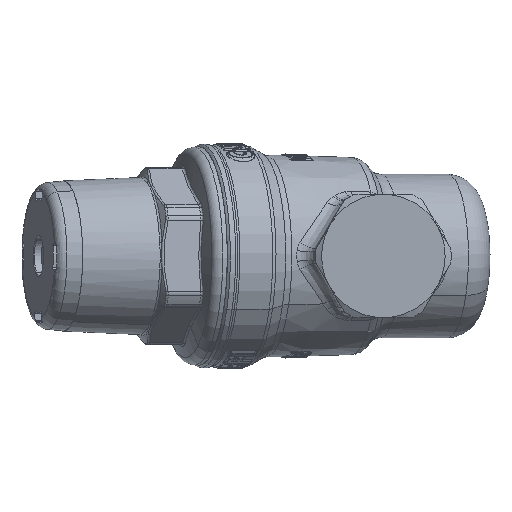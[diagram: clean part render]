
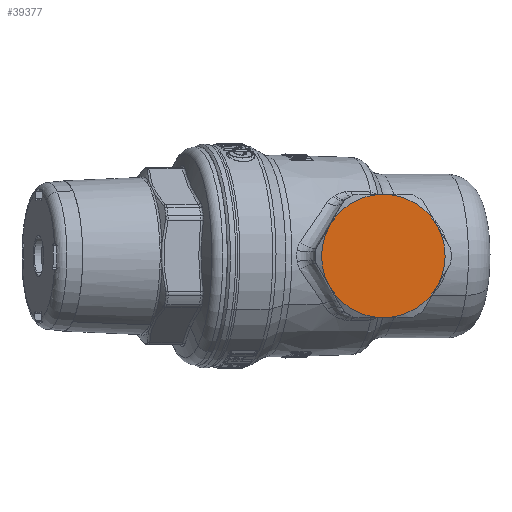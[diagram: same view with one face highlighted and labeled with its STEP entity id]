
A CAD part, left-side view. The second image highlights one B-rep face of the part: STEP entity #39377.
In plain terms, the highlighted planar face has unit normal (-1, 0, 0).
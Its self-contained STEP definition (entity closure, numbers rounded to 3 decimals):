
#31127=CARTESIAN_POINT('Vertex',(-32.973,8.993,-6.517)) ;
#31131=CARTESIAN_POINT('Control Point',(-32.973,8.993,-6.517)) ;
#31132=CARTESIAN_POINT('Control Point',(-32.973,9.048,-6.422)) ;
#31133=CARTESIAN_POINT('Control Point',(-32.973,9.102,-6.327)) ;
#31134=CARTESIAN_POINT('Control Point',(-32.973,9.157,-6.232)) ;
#31135=CARTESIAN_POINT('Vertex',(-32.973,9.157,-6.232)) ;
#31165=CARTESIAN_POINT('Axis2P3D Location',(-32.973,-1.966,0.)) ;
#31169=CARTESIAN_POINT('Vertex',(-32.973,-1.802,-12.749)) ;
#31209=CARTESIAN_POINT('Vertex',(-32.973,9.223,-6.113)) ;
#31212=CARTESIAN_POINT('Axis2P3D Location',(-32.973,-1.966,0.)) ;
#31216=CARTESIAN_POINT('Vertex',(-32.973,9.157,6.232)) ;
#35237=CARTESIAN_POINT('Axis2P3D Location',(-32.973,-1.966,0.)) ;
#35241=CARTESIAN_POINT('Vertex',(-32.973,-1.802,12.749)) ;
#35243=CARTESIAN_POINT('Vertex',(-32.973,8.993,6.517)) ;
#35307=CARTESIAN_POINT('Control Point',(-32.973,8.993,6.517)) ;
#35308=CARTESIAN_POINT('Control Point',(-32.973,9.048,6.422)) ;
#35309=CARTESIAN_POINT('Control Point',(-32.973,9.102,6.327)) ;
#35310=CARTESIAN_POINT('Control Point',(-32.973,9.157,6.232)) ;
#39285=CARTESIAN_POINT('Axis2P3D Location',(-32.973,10.784,0.)) ;
#39290=CARTESIAN_POINT('Axis2P3D Location',(-32.973,-1.966,0.)) ;
#39294=CARTESIAN_POINT('Vertex',(-32.973,-12.925,6.517)) ;
#39296=CARTESIAN_POINT('Vertex',(-32.973,-2.13,12.749)) ;
#39300=CARTESIAN_POINT('Control Point',(-32.973,-2.13,12.749)) ;
#39301=CARTESIAN_POINT('Control Point',(-32.973,-2.065,12.749)) ;
#39302=CARTESIAN_POINT('Control Point',(-32.973,-1.999,12.749)) ;
#39303=CARTESIAN_POINT('Control Point',(-32.973,-1.933,12.749)) ;
#39304=CARTESIAN_POINT('Control Point',(-32.973,-1.867,12.749)) ;
#39305=CARTESIAN_POINT('Control Point',(-32.973,-1.802,12.749)) ;
#39307=CARTESIAN_POINT('Axis2P3D Location',(-32.973,-1.966,0.)) ;
#39313=CARTESIAN_POINT('Control Point',(-32.973,-2.13,-12.749)) ;
#39314=CARTESIAN_POINT('Control Point',(-32.973,-2.065,-12.749)) ;
#39315=CARTESIAN_POINT('Control Point',(-32.973,-1.999,-12.749)) ;
#39316=CARTESIAN_POINT('Control Point',(-32.973,-1.933,-12.749)) ;
#39317=CARTESIAN_POINT('Control Point',(-32.973,-1.867,-12.749)) ;
#39318=CARTESIAN_POINT('Control Point',(-32.973,-1.802,-12.749)) ;
#39319=CARTESIAN_POINT('Vertex',(-32.973,-2.13,-12.749)) ;
#39322=CARTESIAN_POINT('Axis2P3D Location',(-32.973,-1.966,0.)) ;
#39326=CARTESIAN_POINT('Vertex',(-32.973,-12.925,-6.517)) ;
#39330=CARTESIAN_POINT('Control Point',(-32.973,-12.925,-6.517)) ;
#39331=CARTESIAN_POINT('Control Point',(-32.973,-12.958,-6.46)) ;
#39332=CARTESIAN_POINT('Control Point',(-32.973,-12.99,-6.403)) ;
#39333=CARTESIAN_POINT('Control Point',(-32.973,-13.023,-6.346)) ;
#39334=CARTESIAN_POINT('Control Point',(-32.973,-13.056,-6.289)) ;
#39335=CARTESIAN_POINT('Control Point',(-32.973,-13.089,-6.232)) ;
#39336=CARTESIAN_POINT('Vertex',(-32.973,-13.089,-6.232)) ;
#39339=CARTESIAN_POINT('Axis2P3D Location',(-32.973,-1.966,0.)) ;
#39343=CARTESIAN_POINT('Vertex',(-32.973,-13.155,6.113)) ;
#39346=CARTESIAN_POINT('Axis2P3D Location',(-32.973,-1.966,0.)) ;
#39350=CARTESIAN_POINT('Vertex',(-32.973,-13.089,6.232)) ;
#39354=CARTESIAN_POINT('Control Point',(-32.973,-12.925,6.517)) ;
#39355=CARTESIAN_POINT('Control Point',(-32.973,-12.957,6.46)) ;
#39356=CARTESIAN_POINT('Control Point',(-32.973,-12.99,6.403)) ;
#39357=CARTESIAN_POINT('Control Point',(-32.973,-13.023,6.346)) ;
#39358=CARTESIAN_POINT('Control Point',(-32.973,-13.056,6.289)) ;
#39359=CARTESIAN_POINT('Control Point',(-32.973,-13.089,6.232)) ;
#31166=DIRECTION('Axis2P3D Direction',(1.,0.,0.)) ;
#31213=DIRECTION('Axis2P3D Direction',(1.,0.,0.)) ;
#35238=DIRECTION('Axis2P3D Direction',(1.,0.,0.)) ;
#39286=DIRECTION('Axis2P3D Direction',(-1.,0.,0.)) ;
#39287=DIRECTION('Axis2P3D XDirection',(0.,1.,0.)) ;
#39291=DIRECTION('Axis2P3D Direction',(-1.,0.,0.)) ;
#39308=DIRECTION('Axis2P3D Direction',(-1.,0.,0.)) ;
#39323=DIRECTION('Axis2P3D Direction',(-1.,0.,0.)) ;
#39340=DIRECTION('Axis2P3D Direction',(-1.,0.,0.)) ;
#39347=DIRECTION('Axis2P3D Direction',(-1.,0.,0.)) ;
#31167=AXIS2_PLACEMENT_3D('Circle Axis2P3D',#31165,#31166,$) ;
#31214=AXIS2_PLACEMENT_3D('Circle Axis2P3D',#31212,#31213,$) ;
#35239=AXIS2_PLACEMENT_3D('Circle Axis2P3D',#35237,#35238,$) ;
#39288=AXIS2_PLACEMENT_3D('Plane Axis2P3D',#39285,#39286,#39287) ;
#39292=AXIS2_PLACEMENT_3D('Circle Axis2P3D',#39290,#39291,$) ;
#39309=AXIS2_PLACEMENT_3D('Circle Axis2P3D',#39307,#39308,$) ;
#39324=AXIS2_PLACEMENT_3D('Circle Axis2P3D',#39322,#39323,$) ;
#39341=AXIS2_PLACEMENT_3D('Circle Axis2P3D',#39339,#39340,$) ;
#39348=AXIS2_PLACEMENT_3D('Circle Axis2P3D',#39346,#39347,$) ;
#31168=CIRCLE('generated circle',#31167,12.75) ;
#31215=CIRCLE('generated circle',#31214,12.75) ;
#35240=CIRCLE('generated circle',#35239,12.75) ;
#39293=CIRCLE('generated circle',#39292,12.75) ;
#39310=CIRCLE('generated circle',#39309,12.75) ;
#39325=CIRCLE('generated circle',#39324,12.75) ;
#39342=CIRCLE('generated circle',#39341,12.75) ;
#39349=CIRCLE('generated circle',#39348,12.75) ;
#39289=PLANE('',#39288) ;
#31137=EDGE_CURVE('',#31128,#31136,#31130,.T.) ;
#31171=EDGE_CURVE('',#31128,#31170,#31168,.F.) ;
#31218=EDGE_CURVE('',#31217,#31210,#31215,.F.) ;
#35245=EDGE_CURVE('',#35242,#35244,#35240,.F.) ;
#35311=EDGE_CURVE('',#35244,#31217,#35306,.T.) ;
#39298=EDGE_CURVE('',#39295,#39297,#39293,.T.) ;
#39306=EDGE_CURVE('',#39297,#35242,#39299,.T.) ;
#39311=EDGE_CURVE('',#31210,#31136,#39310,.T.) ;
#39321=EDGE_CURVE('',#39320,#31170,#39312,.T.) ;
#39328=EDGE_CURVE('',#39320,#39327,#39325,.T.) ;
#39338=EDGE_CURVE('',#39327,#39337,#39329,.T.) ;
#39345=EDGE_CURVE('',#39337,#39344,#39342,.T.) ;
#39352=EDGE_CURVE('',#39344,#39351,#39349,.T.) ;
#39360=EDGE_CURVE('',#39295,#39351,#39353,.T.) ;
#39362=ORIENTED_EDGE('',*,*,#39298,.T.) ;
#39363=ORIENTED_EDGE('',*,*,#39306,.T.) ;
#39364=ORIENTED_EDGE('',*,*,#35245,.T.) ;
#39365=ORIENTED_EDGE('',*,*,#35311,.T.) ;
#39366=ORIENTED_EDGE('',*,*,#31218,.T.) ;
#39367=ORIENTED_EDGE('',*,*,#39311,.T.) ;
#39368=ORIENTED_EDGE('',*,*,#31137,.F.) ;
#39369=ORIENTED_EDGE('',*,*,#31171,.T.) ;
#39370=ORIENTED_EDGE('',*,*,#39321,.F.) ;
#39371=ORIENTED_EDGE('',*,*,#39328,.T.) ;
#39372=ORIENTED_EDGE('',*,*,#39338,.T.) ;
#39373=ORIENTED_EDGE('',*,*,#39345,.T.) ;
#39374=ORIENTED_EDGE('',*,*,#39352,.T.) ;
#39375=ORIENTED_EDGE('',*,*,#39360,.F.) ;
#39361=EDGE_LOOP('',(#39362,#39363,#39364,#39365,#39366,#39367,#39368,#39369,#39370,#39371,#39372,#39373,#39374,#39375)) ;
#31128=VERTEX_POINT('',#31127) ;
#31136=VERTEX_POINT('',#31135) ;
#31170=VERTEX_POINT('',#31169) ;
#31210=VERTEX_POINT('',#31209) ;
#31217=VERTEX_POINT('',#31216) ;
#35242=VERTEX_POINT('',#35241) ;
#35244=VERTEX_POINT('',#35243) ;
#39295=VERTEX_POINT('',#39294) ;
#39297=VERTEX_POINT('',#39296) ;
#39320=VERTEX_POINT('',#39319) ;
#39327=VERTEX_POINT('',#39326) ;
#39337=VERTEX_POINT('',#39336) ;
#39344=VERTEX_POINT('',#39343) ;
#39351=VERTEX_POINT('',#39350) ;
#39377=ADVANCED_FACE('PartBody',(#39376),#39289,.T.) ;
#31130=B_SPLINE_CURVE_WITH_KNOTS('',3,(#31131,#31132,#31133,#31134),.UNSPECIFIED.,.F.,.U.,(4,4),(44.356,47.317),.UNSPECIFIED.) ;
#35306=B_SPLINE_CURVE_WITH_KNOTS('',3,(#35307,#35308,#35309,#35310),.UNSPECIFIED.,.F.,.U.,(4,4),(44.318,47.275),.UNSPECIFIED.) ;
#39299=B_SPLINE_CURVE_WITH_KNOTS('',5,(#39300,#39301,#39302,#39303,#39304,#39305),.UNSPECIFIED.,.F.,.U.,(6,6),(44.33,47.289),.UNSPECIFIED.) ;
#39312=B_SPLINE_CURVE_WITH_KNOTS('',5,(#39313,#39314,#39315,#39316,#39317,#39318),.UNSPECIFIED.,.F.,.U.,(6,6),(44.33,47.289),.UNSPECIFIED.) ;
#39329=B_SPLINE_CURVE_WITH_KNOTS('',5,(#39330,#39331,#39332,#39333,#39334,#39335),.UNSPECIFIED.,.F.,.U.,(6,6),(44.332,47.291),.UNSPECIFIED.) ;
#39353=B_SPLINE_CURVE_WITH_KNOTS('',5,(#39354,#39355,#39356,#39357,#39358,#39359),.UNSPECIFIED.,.F.,.U.,(6,6),(44.356,47.317),.UNSPECIFIED.) ;
#39376=FACE_OUTER_BOUND('',#39361,.T.) ;
